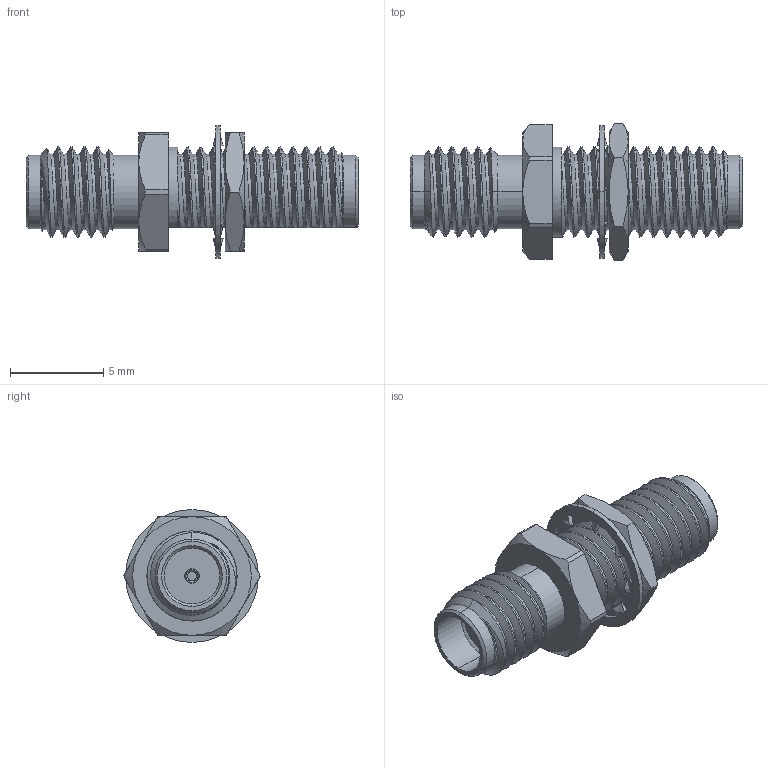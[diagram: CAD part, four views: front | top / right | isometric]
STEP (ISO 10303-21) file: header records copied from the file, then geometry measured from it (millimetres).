
FILE_DESCRIPTION (( 'STEP AP203' ), '1' );
FILE_NAME ('PE9189.step', '2019-04-11T22:53:26', ( '' ), ( '' ), 'SwSTEP 2.0', 'SolidWorks 2018', '' );
FILE_SCHEMA (( 'CONFIG_CONTROL_DESIGN' ));
Length unit declared in the file: inch
Products named in the file (1): PE9189
Bounding box: 17.78 x 7.33 x 7.11 mm (x, y, z)
Volume: 277.2 mm3; surface area: 582.6 mm2
Topology: 3 solids, 3 shells, 247 faces, 656 edges, 418 vertices
Faces by surface type: cylinder 80, bspline 77, cone 46, plane 44
Entity records: 26125 total; most frequent: CARTESIAN_POINT 20720, ORIENTED_EDGE 1312, DIRECTION 864, EDGE_CURVE 656, VERTEX_POINT 418, AXIS2_PLACEMENT_3D 335, EDGE_LOOP 258, ADVANCED_FACE 247
